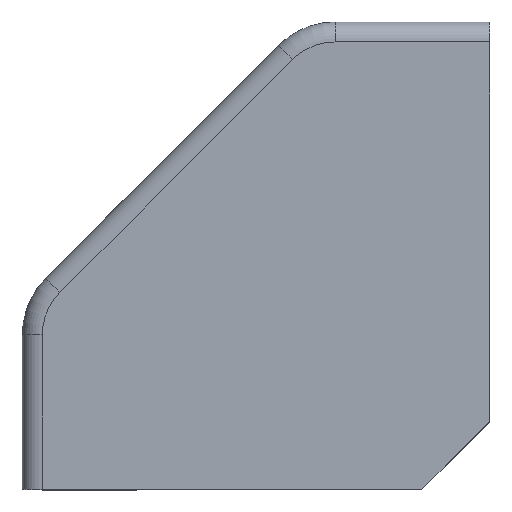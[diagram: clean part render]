
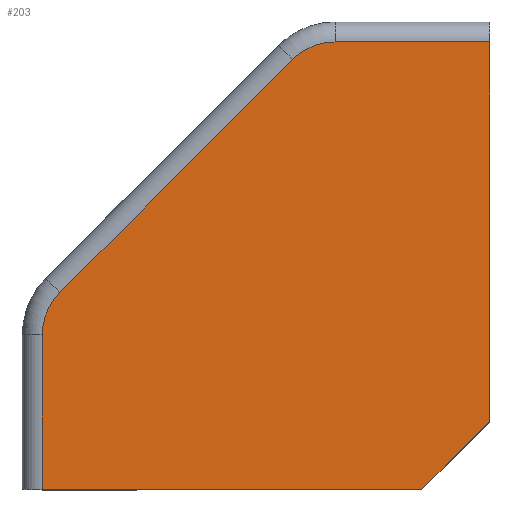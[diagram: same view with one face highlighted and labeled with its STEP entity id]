
A CAD part, top view. The second image highlights one B-rep face of the part: STEP entity #203.
In plain terms, the highlighted planar face has unit normal (0, 0, 1).
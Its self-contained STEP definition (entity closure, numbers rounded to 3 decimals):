
#62 = CIRCLE ( 'NONE', #1105, 1.5 ) ;
#82 = VERTEX_POINT ( 'NONE', #274 ) ;
#94 = EDGE_CURVE ( 'NONE', #965, #729, #1073, .T. ) ;
#95 = DIRECTION ( 'NONE',  ( -1., 0., 0. ) ) ;
#106 = CARTESIAN_POINT ( 'NONE',  ( 6.7, 9.5, 5. ) ) ;
#138 = VECTOR ( 'NONE', #1093, 1000. ) ;
#160 = AXIS2_PLACEMENT_3D ( 'NONE', #384, #930, #1227 ) ;
#192 = CARTESIAN_POINT ( 'NONE',  ( -4.5, -1.7, 5. ) ) ;
#195 = CARTESIAN_POINT ( 'NONE',  ( 6.7, 10., 5. ) ) ;
#198 = EDGE_LOOP ( 'NONE', ( #1195, #1218, #678, #300, #414, #630, #701, #1047 ) ) ;
#203 = ADVANCED_FACE ( 'NONE', ( #211 ), #432, .F. ) ;
#211 = FACE_OUTER_BOUND ( 'NONE', #198, .T. ) ;
#216 = VECTOR ( 'NONE', #807, 1000. ) ;
#233 = CARTESIAN_POINT ( 'NONE',  ( 5., -1.7, 5. ) ) ;
#274 = CARTESIAN_POINT ( 'NONE',  ( -4.061, 3.232, 5. ) ) ;
#276 = EDGE_CURVE ( 'NONE', #1140, #729, #1122, .T. ) ;
#291 = LINE ( 'NONE', #695, #138 ) ;
#300 = ORIENTED_EDGE ( 'NONE', *, *, #792, .T. ) ;
#302 = CARTESIAN_POINT ( 'NONE',  ( 6.7, 0., 5. ) ) ;
#310 = VECTOR ( 'NONE', #799, 1000. ) ;
#317 = DIRECTION ( 'NONE',  ( 0., 0., -1. ) ) ;
#323 = CARTESIAN_POINT ( 'NONE',  ( 5., -1.7, 5. ) ) ;
#384 = CARTESIAN_POINT ( 'NONE',  ( 2.828, 8., 5. ) ) ;
#414 = ORIENTED_EDGE ( 'NONE', *, *, #853, .T. ) ;
#421 = DIRECTION ( 'NONE',  ( 0., 0., 1. ) ) ;
#431 = CARTESIAN_POINT ( 'NONE',  ( -4.5, 10., 5. ) ) ;
#432 = PLANE ( 'NONE',  #986 ) ;
#440 = CARTESIAN_POINT ( 'NONE',  ( -3., 2.172, 5. ) ) ;
#515 = LINE ( 'NONE', #431, #1192 ) ;
#536 = DIRECTION ( 'NONE',  ( -1., 0., 0. ) ) ;
#564 = CARTESIAN_POINT ( 'NONE',  ( 2.828, 9.5, 5. ) ) ;
#630 = ORIENTED_EDGE ( 'NONE', *, *, #925, .T. ) ;
#637 = LINE ( 'NONE', #1097, #310 ) ;
#650 = VERTEX_POINT ( 'NONE', #720 ) ;
#678 = ORIENTED_EDGE ( 'NONE', *, *, #94, .F. ) ;
#687 = DIRECTION ( 'NONE',  ( 0., -1., 0. ) ) ;
#695 = CARTESIAN_POINT ( 'NONE',  ( -5., -1.7, 5. ) ) ;
#701 = ORIENTED_EDGE ( 'NONE', *, *, #1148, .T. ) ;
#720 = CARTESIAN_POINT ( 'NONE',  ( 1.768, 9.061, 5. ) ) ;
#729 = VERTEX_POINT ( 'NONE', #302 ) ;
#741 = EDGE_CURVE ( 'NONE', #1231, #982, #515, .T. ) ;
#753 = CARTESIAN_POINT ( 'NONE',  ( -4.5, 2.172, 5. ) ) ;
#792 = EDGE_CURVE ( 'NONE', #965, #845, #832, .T. ) ;
#799 = DIRECTION ( 'NONE',  ( -0.707, -0.707, 0. ) ) ;
#807 = DIRECTION ( 'NONE',  ( 0.707, 0.707, 0. ) ) ;
#827 = CARTESIAN_POINT ( 'NONE',  ( -5., 10., 5. ) ) ;
#832 = LINE ( 'NONE', #564, #1271 ) ;
#845 = VERTEX_POINT ( 'NONE', #1075 ) ;
#853 = EDGE_CURVE ( 'NONE', #845, #650, #1188, .T. ) ;
#909 = DIRECTION ( 'NONE',  ( 0., -1., 0. ) ) ;
#925 = EDGE_CURVE ( 'NONE', #650, #82, #637, .T. ) ;
#927 = DIRECTION ( 'NONE',  ( -1., 0., 0. ) ) ;
#930 = DIRECTION ( 'NONE',  ( 0., 0., 1. ) ) ;
#965 = VERTEX_POINT ( 'NONE', #106 ) ;
#982 = VERTEX_POINT ( 'NONE', #192 ) ;
#986 = AXIS2_PLACEMENT_3D ( 'NONE', #827, #317, #536 ) ;
#1045 = EDGE_CURVE ( 'NONE', #982, #1140, #291, .T. ) ;
#1047 = ORIENTED_EDGE ( 'NONE', *, *, #741, .T. ) ;
#1073 = LINE ( 'NONE', #195, #1155 ) ;
#1075 = CARTESIAN_POINT ( 'NONE',  ( 2.828, 9.5, 5. ) ) ;
#1093 = DIRECTION ( 'NONE',  ( 1., 0., 0. ) ) ;
#1097 = CARTESIAN_POINT ( 'NONE',  ( -1.146, 6.146, 5. ) ) ;
#1105 = AXIS2_PLACEMENT_3D ( 'NONE', #440, #421, #927 ) ;
#1122 = LINE ( 'NONE', #323, #216 ) ;
#1140 = VERTEX_POINT ( 'NONE', #233 ) ;
#1148 = EDGE_CURVE ( 'NONE', #82, #1231, #62, .T. ) ;
#1155 = VECTOR ( 'NONE', #687, 1000. ) ;
#1188 = CIRCLE ( 'NONE', #160, 1.5 ) ;
#1192 = VECTOR ( 'NONE', #909, 1000. ) ;
#1195 = ORIENTED_EDGE ( 'NONE', *, *, #1045, .T. ) ;
#1218 = ORIENTED_EDGE ( 'NONE', *, *, #276, .T. ) ;
#1227 = DIRECTION ( 'NONE',  ( -1., 0., 0. ) ) ;
#1231 = VERTEX_POINT ( 'NONE', #753 ) ;
#1271 = VECTOR ( 'NONE', #95, 1000. ) ;
